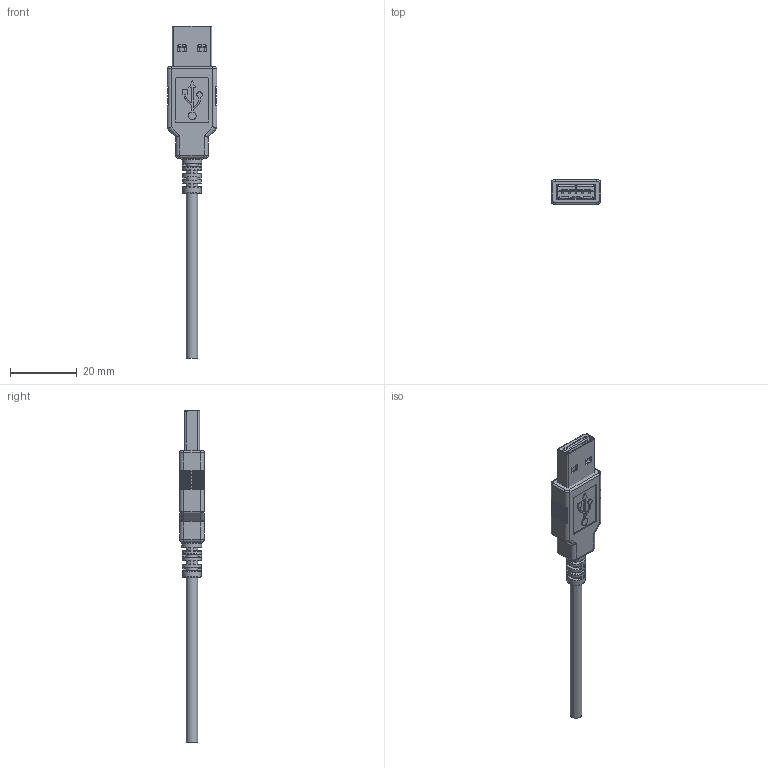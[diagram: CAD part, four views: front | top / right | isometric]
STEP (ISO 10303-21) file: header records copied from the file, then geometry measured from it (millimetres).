
FILE_DESCRIPTION(/* description */ (''),/* implementation_level */ '2;1');
FILE_NAME(/* name */ 'USB A Plug.step',/* time_stamp */ '2019-04-03T23:28:40+02:00',/* author */ ('LukasTreibenreif'),/* organization */ (''),/* preprocessor_version */ 'ST-DEVELOPER v17.2',/* originating_system */ 'Autodesk Translation Framework v7.6.0.251',/* authorisation */ '');
FILE_SCHEMA (('AUTOMOTIVE_DESIGN { 1 0 10303 214 3 1 1 }'));
Length unit declared in the file: millimetre
Products named in the file (3): USB_Plug; USB_Plastic; USB-Front
Assembly tree (2 placements, depth 2):
  USB_Plug
    USB_Plastic
    USB-Front
Bounding box: 15 x 7.5 x 99.6 mm (x, y, z)
Volume: 3872.5 mm3; surface area: 4412.2 mm2
Topology: 14 solids, 14 shells, 1183 faces, 3208 edges, 2042 vertices
Faces by surface type: plane 679, cylinder 322, bspline 110, torus 71, cone 1
Full cylindrical faces by diameter (mm): 3.5 x2
Entity records: 40362 total; most frequent: CARTESIAN_POINT 10327, ORIENTED_EDGE 6400, DIRECTION 5935, EDGE_CURVE 3200, LINE 2155, VECTOR 2155, VERTEX_POINT 2042, AXIS2_PLACEMENT_3D 1890
